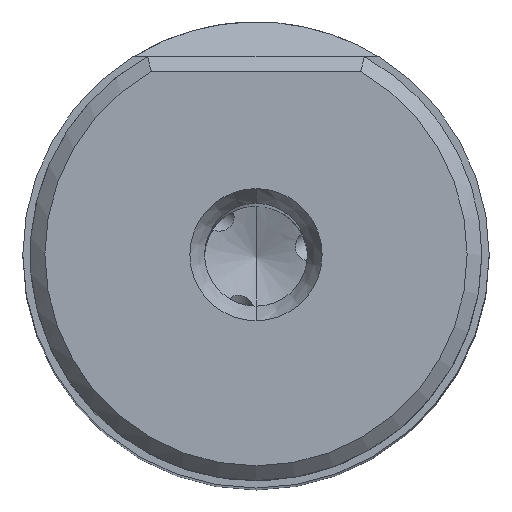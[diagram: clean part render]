
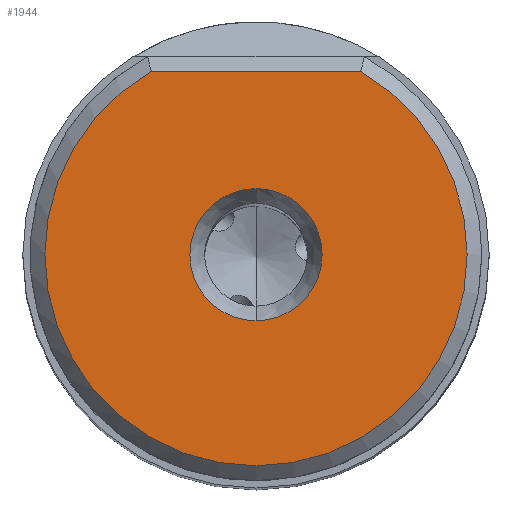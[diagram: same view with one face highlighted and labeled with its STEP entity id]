
A CAD part, top view. The second image highlights one B-rep face of the part: STEP entity #1944.
In plain terms, the highlighted planar face has unit normal (0, 0, 1).
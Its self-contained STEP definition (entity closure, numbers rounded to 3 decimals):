
#535=FACE_BOUND('',#4914,.T.);
#536=FACE_BOUND('',#4915,.T.);
#827=PLANE('',#23364);
#1944=ADVANCED_FACE('',(#535,#536),#827,.T.);
#4914=EDGE_LOOP('',(#11613,#11614,#11615));
#4915=EDGE_LOOP('',(#11616,#11617));
#6720=CIRCLE('',#23359,4.5);
#6721=CIRCLE('',#23361,14.375);
#6722=CIRCLE('',#23362,14.375);
#6723=CIRCLE('',#23363,4.5);
#11613=ORIENTED_EDGE('',*,*,#18209,.F.);
#11614=ORIENTED_EDGE('',*,*,#18210,.F.);
#11615=ORIENTED_EDGE('',*,*,#18211,.T.);
#11616=ORIENTED_EDGE('',*,*,#18212,.F.);
#11617=ORIENTED_EDGE('',*,*,#18208,.F.);
#15315=VERTEX_POINT('',#45825);
#15316=VERTEX_POINT('',#45827);
#15317=VERTEX_POINT('',#45831);
#15318=VERTEX_POINT('',#45832);
#15319=VERTEX_POINT('',#45834);
#18208=EDGE_CURVE('',#15316,#15315,#6720,.T.);
#18209=EDGE_CURVE('',#15317,#15318,#6721,.T.);
#18210=EDGE_CURVE('',#15319,#15317,#6722,.T.);
#18211=EDGE_CURVE('',#15319,#15318,#20090,.T.);
#18212=EDGE_CURVE('',#15315,#15316,#6723,.T.);
#20090=LINE('',#45835,#21207);
#21207=VECTOR('',#28140,1.);
#23359=AXIS2_PLACEMENT_3D('',#45828,#28132,#28133);
#23361=AXIS2_PLACEMENT_3D('',#45830,#28136,#28137);
#23362=AXIS2_PLACEMENT_3D('',#45833,#28138,#28139);
#23363=AXIS2_PLACEMENT_3D('',#45836,#28141,#28142);
#23364=AXIS2_PLACEMENT_3D('',#45837,#28143,#28144);
#28132=DIRECTION('',(0.,0.,1.));
#28133=DIRECTION('',(0.,-1.,0.));
#28136=DIRECTION('',(0.,0.,-1.));
#28137=DIRECTION('',(0.,-1.,0.));
#28138=DIRECTION('',(0.,0.,-1.));
#28139=DIRECTION('',(0.496,0.869,0.));
#28140=DIRECTION('',(-1.,0.,0.));
#28141=DIRECTION('',(0.,0.,1.));
#28142=DIRECTION('',(0.,1.,0.));
#28143=DIRECTION('',(0.,0.,1.));
#28144=DIRECTION('',(-1.,0.,0.));
#45825=CARTESIAN_POINT('',(0.,4.5,0.));
#45827=CARTESIAN_POINT('',(0.,-4.5,0.));
#45828=CARTESIAN_POINT('',(0.,0.,0.));
#45830=CARTESIAN_POINT('',(0.,0.,0.));
#45831=CARTESIAN_POINT('',(0.,-14.375,0.));
#45832=CARTESIAN_POINT('',(-7.125,12.485,0.));
#45833=CARTESIAN_POINT('',(0.,0.,0.));
#45834=CARTESIAN_POINT('',(7.125,12.485,0.));
#45835=CARTESIAN_POINT('',(7.125,12.485,0.));
#45836=CARTESIAN_POINT('',(0.,0.,0.));
#45837=CARTESIAN_POINT('',(0.,-0.945,0.));
